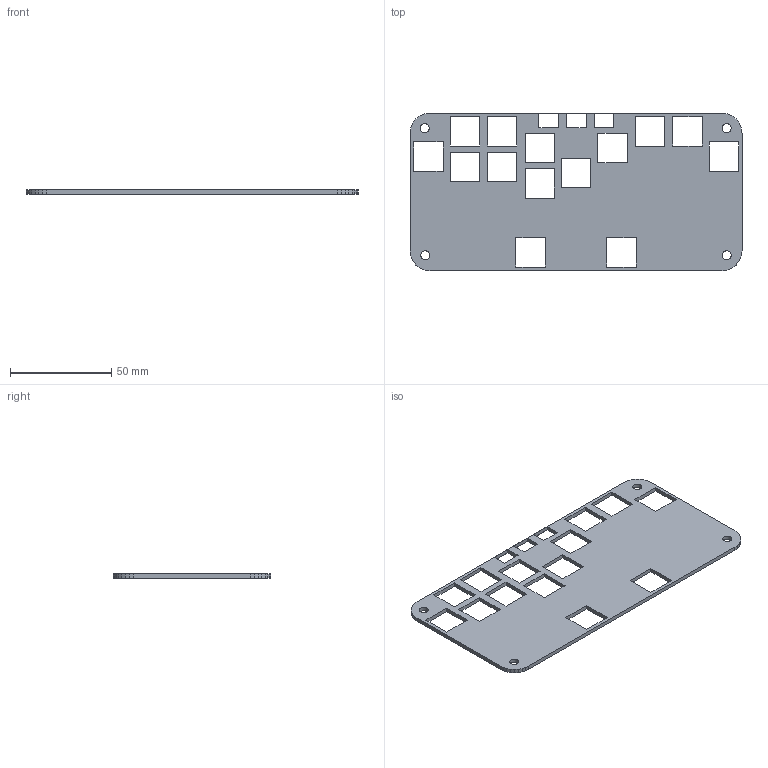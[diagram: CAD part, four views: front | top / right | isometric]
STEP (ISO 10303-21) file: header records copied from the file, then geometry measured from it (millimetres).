
FILE_DESCRIPTION(/* description */ (''),/* implementation_level */ '2;1');
FILE_NAME(/* name */ 'MeisterboxS Acryl v2.step',/* time_stamp */ '2024-10-08T09:30:21+02:00',/* author */ (''),/* organization */ (''),/* preprocessor_version */ 'ST-DEVELOPER v20',/* originating_system */ 'Autodesk Translation Framework v13.20.0.188',/* authorisation */ '');
FILE_SCHEMA (('AUTOMOTIVE_DESIGN { 1 0 10303 214 3 1 1 }'));
Length unit declared in the file: millimetre
Products named in the file (1): MeisterboxS Acryl
Bounding box: 164 x 78 x 2 mm (x, y, z)
Volume: 18978.3 mm3; surface area: 21850.6 mm2
Topology: 1 solids, 1 shells, 110 faces, 324 edges, 216 vertices
Faces by surface type: plane 106, cylinder 4
Full cylindrical faces by diameter (mm): 4.503 x4
Entity records: 3713 total; most frequent: CARTESIAN_POINT 651, ORIENTED_EDGE 648, DIRECTION 554, EDGE_CURVE 324, LINE 316, VECTOR 316, VERTEX_POINT 216, EDGE_LOOP 152
